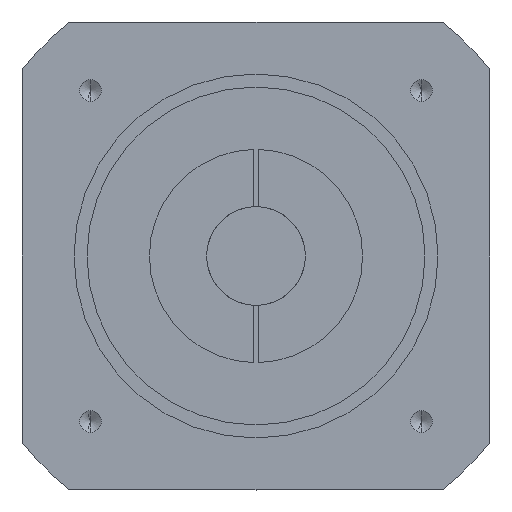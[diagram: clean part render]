
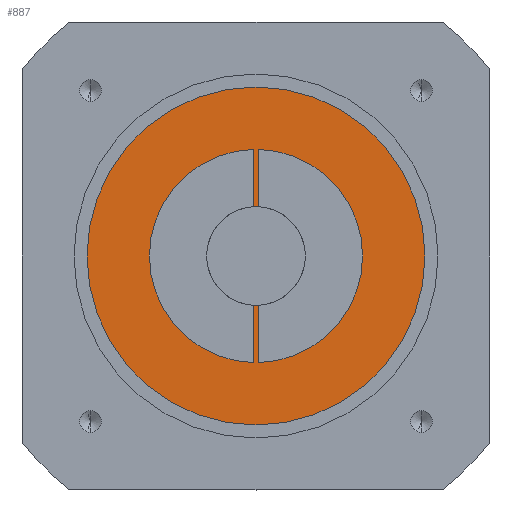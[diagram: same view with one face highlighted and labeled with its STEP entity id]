
A CAD part, front view. The second image highlights one B-rep face of the part: STEP entity #887.
In plain terms, the highlighted planar face has unit normal (0, -1, 0).
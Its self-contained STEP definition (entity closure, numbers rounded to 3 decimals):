
#16 = ORIENTED_EDGE ( 'NONE', *, *, #884, .F. ) ;
#125 = DIRECTION ( 'NONE',  ( 0., 0., 1. ) ) ;
#159 = PLANE ( 'NONE',  #296 ) ;
#164 = VERTEX_POINT ( 'NONE', #1465 ) ;
#185 = EDGE_LOOP ( 'NONE', ( #244, #1312 ) ) ;
#197 = CARTESIAN_POINT ( 'NONE',  ( 0.5, -38., -14.491 ) ) ;
#237 = VERTEX_POINT ( 'NONE', #855 ) ;
#244 = ORIENTED_EDGE ( 'NONE', *, *, #805, .T. ) ;
#248 = CARTESIAN_POINT ( 'NONE',  ( 0.5, -38., 28.309 ) ) ;
#253 = DIRECTION ( 'NONE',  ( 0., 0., -1. ) ) ;
#260 = LINE ( 'NONE', #1621, #1412 ) ;
#263 = VECTOR ( 'NONE', #699, 1000. ) ;
#289 = ORIENTED_EDGE ( 'NONE', *, *, #1051, .T. ) ;
#296 = AXIS2_PLACEMENT_3D ( 'NONE', #401, #2441, #1080 ) ;
#383 = CIRCLE ( 'NONE', #2791, 9.5 ) ;
#390 = CARTESIAN_POINT ( 'NONE',  ( 0., -38., 0. ) ) ;
#401 = CARTESIAN_POINT ( 'NONE',  ( 14.5, -38., 0. ) ) ;
#410 = EDGE_CURVE ( 'NONE', #237, #1946, #1365, .T. ) ;
#424 = ORIENTED_EDGE ( 'NONE', *, *, #2639, .F. ) ;
#469 = VECTOR ( 'NONE', #2173, 1000. ) ;
#470 = CIRCLE ( 'NONE', #1841, 32.5 ) ;
#500 = ORIENTED_EDGE ( 'NONE', *, *, #410, .F. ) ;
#539 = CARTESIAN_POINT ( 'NONE',  ( 0.5, -38., 28.309 ) ) ;
#566 = CARTESIAN_POINT ( 'NONE',  ( -0.5, -38., 14.491 ) ) ;
#618 = VERTEX_POINT ( 'NONE', #1722 ) ;
#623 = CARTESIAN_POINT ( 'NONE',  ( 0., -38., 0. ) ) ;
#627 = DIRECTION ( 'NONE',  ( 0., -1., 0. ) ) ;
#699 = DIRECTION ( 'NONE',  ( 0., 0., 1. ) ) ;
#744 = AXIS2_PLACEMENT_3D ( 'NONE', #2416, #1059, #2657 ) ;
#805 = EDGE_CURVE ( 'NONE', #2672, #2009, #2014, .T. ) ;
#819 = VERTEX_POINT ( 'NONE', #2145 ) ;
#855 = CARTESIAN_POINT ( 'NONE',  ( 0., -38., -9.5 ) ) ;
#858 = DIRECTION ( 'NONE',  ( 0., 0., 1. ) ) ;
#862 = AXIS2_PLACEMENT_3D ( 'NONE', #1321, #2624, #125 ) ;
#884 = EDGE_CURVE ( 'NONE', #618, #237, #989, .T. ) ;
#887 = ADVANCED_FACE ( 'NONE', ( #2751, #1826 ), #159, .F. ) ;
#909 = EDGE_CURVE ( 'NONE', #1573, #1402, #2901, .T. ) ;
#917 = DIRECTION ( 'NONE',  ( 0., 0., -1. ) ) ;
#918 = DIRECTION ( 'NONE',  ( 0., -1., 0. ) ) ;
#989 = CIRCLE ( 'NONE', #1593, 9.5 ) ;
#1041 = CARTESIAN_POINT ( 'NONE',  ( 0., -38., 32.5 ) ) ;
#1051 = EDGE_CURVE ( 'NONE', #618, #819, #260, .T. ) ;
#1055 = CARTESIAN_POINT ( 'NONE',  ( 0., -38., 0. ) ) ;
#1059 = DIRECTION ( 'NONE',  ( 0., -1., 0. ) ) ;
#1076 = CIRCLE ( 'NONE', #744, 9.5 ) ;
#1080 = DIRECTION ( 'NONE',  ( 0., 0., 1. ) ) ;
#1127 = ORIENTED_EDGE ( 'NONE', *, *, #2922, .F. ) ;
#1141 = CARTESIAN_POINT ( 'NONE',  ( 0., -38., 0. ) ) ;
#1230 = VERTEX_POINT ( 'NONE', #2222 ) ;
#1235 = DIRECTION ( 'NONE',  ( 0., 0., -1. ) ) ;
#1260 = EDGE_CURVE ( 'NONE', #164, #1230, #1588, .T. ) ;
#1287 = DIRECTION ( 'NONE',  ( 0., 0., -1. ) ) ;
#1290 = CARTESIAN_POINT ( 'NONE',  ( -0.5, -38., 9.487 ) ) ;
#1312 = ORIENTED_EDGE ( 'NONE', *, *, #2942, .T. ) ;
#1321 = CARTESIAN_POINT ( 'NONE',  ( 0., -38., 0. ) ) ;
#1360 = DIRECTION ( 'NONE',  ( 0., 0., 1. ) ) ;
#1365 = CIRCLE ( 'NONE', #862, 9.5 ) ;
#1370 = EDGE_CURVE ( 'NONE', #164, #2557, #1076, .T. ) ;
#1402 = VERTEX_POINT ( 'NONE', #1290 ) ;
#1412 = VECTOR ( 'NONE', #253, 1000. ) ;
#1416 = CARTESIAN_POINT ( 'NONE',  ( 0., -38., -32.5 ) ) ;
#1442 = VECTOR ( 'NONE', #2640, 1000. ) ;
#1465 = CARTESIAN_POINT ( 'NONE',  ( 0.5, -38., 9.487 ) ) ;
#1483 = DIRECTION ( 'NONE',  ( 0., -1., 0. ) ) ;
#1493 = AXIS2_PLACEMENT_3D ( 'NONE', #1997, #627, #2218 ) ;
#1555 = LINE ( 'NONE', #248, #263 ) ;
#1573 = VERTEX_POINT ( 'NONE', #566 ) ;
#1588 = LINE ( 'NONE', #539, #1442 ) ;
#1593 = AXIS2_PLACEMENT_3D ( 'NONE', #623, #2212, #858 ) ;
#1616 = CARTESIAN_POINT ( 'NONE',  ( 0., -38., 0. ) ) ;
#1621 = CARTESIAN_POINT ( 'NONE',  ( -0.5, -38., 28.309 ) ) ;
#1722 = CARTESIAN_POINT ( 'NONE',  ( -0.5, -38., -9.487 ) ) ;
#1756 = CIRCLE ( 'NONE', #2556, 14.5 ) ;
#1826 = FACE_OUTER_BOUND ( 'NONE', #185, .T. ) ;
#1841 = AXIS2_PLACEMENT_3D ( 'NONE', #1616, #2037, #917 ) ;
#1946 = VERTEX_POINT ( 'NONE', #2073 ) ;
#1997 = CARTESIAN_POINT ( 'NONE',  ( 0., -38., 0. ) ) ;
#2000 = CARTESIAN_POINT ( 'NONE',  ( -0.5, -38., 28.309 ) ) ;
#2009 = VERTEX_POINT ( 'NONE', #1041 ) ;
#2014 = CIRCLE ( 'NONE', #2720, 32.5 ) ;
#2037 = DIRECTION ( 'NONE',  ( 0., -1., 0. ) ) ;
#2073 = CARTESIAN_POINT ( 'NONE',  ( 0.5, -38., -9.487 ) ) ;
#2089 = CARTESIAN_POINT ( 'NONE',  ( 0., -38., 9.5 ) ) ;
#2097 = ORIENTED_EDGE ( 'NONE', *, *, #2852, .F. ) ;
#2145 = CARTESIAN_POINT ( 'NONE',  ( -0.5, -38., -14.491 ) ) ;
#2173 = DIRECTION ( 'NONE',  ( 0., 0., -1. ) ) ;
#2196 = ORIENTED_EDGE ( 'NONE', *, *, #1370, .F. ) ;
#2212 = DIRECTION ( 'NONE',  ( 0., -1., 0. ) ) ;
#2218 = DIRECTION ( 'NONE',  ( 0., 0., -1. ) ) ;
#2222 = CARTESIAN_POINT ( 'NONE',  ( 0.5, -38., 14.491 ) ) ;
#2236 = ORIENTED_EDGE ( 'NONE', *, *, #2945, .T. ) ;
#2416 = CARTESIAN_POINT ( 'NONE',  ( 0., -38., 0. ) ) ;
#2441 = DIRECTION ( 'NONE',  ( 0., 1., 0. ) ) ;
#2556 = AXIS2_PLACEMENT_3D ( 'NONE', #1055, #2656, #1287 ) ;
#2557 = VERTEX_POINT ( 'NONE', #2089 ) ;
#2609 = ORIENTED_EDGE ( 'NONE', *, *, #1260, .T. ) ;
#2624 = DIRECTION ( 'NONE',  ( 0., -1., 0. ) ) ;
#2639 = EDGE_CURVE ( 'NONE', #2557, #1402, #383, .T. ) ;
#2640 = DIRECTION ( 'NONE',  ( 0., 0., 1. ) ) ;
#2656 = DIRECTION ( 'NONE',  ( 0., -1., 0. ) ) ;
#2657 = DIRECTION ( 'NONE',  ( 0., 0., 1. ) ) ;
#2672 = VERTEX_POINT ( 'NONE', #1416 ) ;
#2691 = ORIENTED_EDGE ( 'NONE', *, *, #909, .T. ) ;
#2720 = AXIS2_PLACEMENT_3D ( 'NONE', #390, #1483, #1235 ) ;
#2751 = FACE_BOUND ( 'NONE', #2811, .T. ) ;
#2782 = VERTEX_POINT ( 'NONE', #197 ) ;
#2791 = AXIS2_PLACEMENT_3D ( 'NONE', #1141, #918, #1360 ) ;
#2811 = EDGE_LOOP ( 'NONE', ( #1127, #2691, #424, #2196, #2609, #2097, #2236, #500, #16, #289 ) ) ;
#2827 = CIRCLE ( 'NONE', #1493, 14.5 ) ;
#2852 = EDGE_CURVE ( 'NONE', #2782, #1230, #1756, .T. ) ;
#2901 = LINE ( 'NONE', #2000, #469 ) ;
#2922 = EDGE_CURVE ( 'NONE', #1573, #819, #2827, .T. ) ;
#2942 = EDGE_CURVE ( 'NONE', #2009, #2672, #470, .T. ) ;
#2945 = EDGE_CURVE ( 'NONE', #2782, #1946, #1555, .T. ) ;
